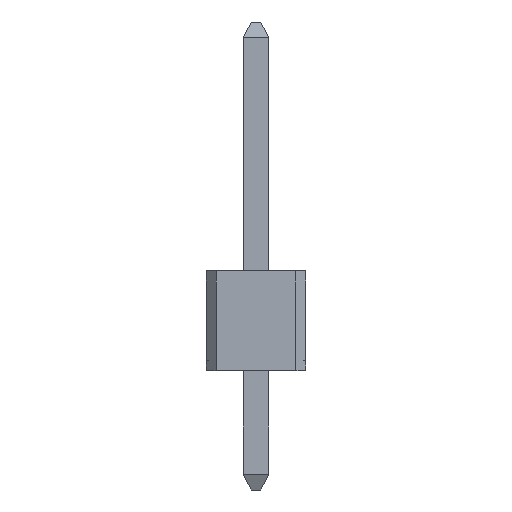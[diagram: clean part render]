
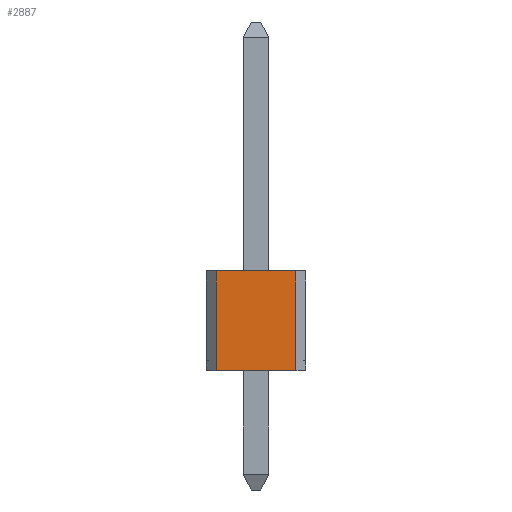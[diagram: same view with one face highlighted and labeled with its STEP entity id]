
A CAD part, left-side view. The second image highlights one B-rep face of the part: STEP entity #2887.
In plain terms, the highlighted planar face has unit normal (-1, 0, 0).
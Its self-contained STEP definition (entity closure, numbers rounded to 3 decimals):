
#40=FACE_OUTER_BOUND('',#212,.T.);
#212=EDGE_LOOP('',(#1887,#1888,#1889,#1890));
#395=LINE('',#4013,#797);
#432=LINE('',#4091,#834);
#433=LINE('',#4094,#835);
#434=LINE('',#4095,#836);
#797=VECTOR('',#3256,2.032);
#834=VECTOR('',#3307,2.54);
#835=VECTOR('',#3310,2.032);
#836=VECTOR('',#3311,2.54);
#1198=VERTEX_POINT('',#4010);
#1199=VERTEX_POINT('',#4012);
#1233=VERTEX_POINT('',#4089);
#1234=VERTEX_POINT('',#4093);
#1443=EDGE_CURVE('',#1199,#1198,#395,.T.);
#1480=EDGE_CURVE('',#1198,#1233,#432,.T.);
#1481=EDGE_CURVE('',#1234,#1233,#433,.T.);
#1482=EDGE_CURVE('',#1199,#1234,#434,.T.);
#1887=ORIENTED_EDGE('',*,*,#1443,.T.);
#1888=ORIENTED_EDGE('',*,*,#1480,.T.);
#1889=ORIENTED_EDGE('',*,*,#1481,.F.);
#1890=ORIENTED_EDGE('',*,*,#1482,.F.);
#2650=PLANE('',#3074);
#2887=ADVANCED_FACE('',(#40),#2650,.T.);
#3074=AXIS2_PLACEMENT_3D('',#4092,#3308,#3309);
#3256=DIRECTION('',(0.,0.,1.));
#3307=DIRECTION('',(0.,1.,0.));
#3308=DIRECTION('center_axis',(-1.,0.,0.));
#3309=DIRECTION('ref_axis',(0.,0.,1.));
#3310=DIRECTION('',(0.,0.,1.));
#3311=DIRECTION('',(0.,1.,0.));
#4010=CARTESIAN_POINT('',(-1.27,0.,1.016));
#4012=CARTESIAN_POINT('',(-1.27,0.,-1.016));
#4013=CARTESIAN_POINT('',(-1.27,0.,-1.016));
#4089=CARTESIAN_POINT('',(-1.27,2.54,1.016));
#4091=CARTESIAN_POINT('',(-1.27,0.,1.016));
#4092=CARTESIAN_POINT('Origin',(-1.27,0.,-1.016));
#4093=CARTESIAN_POINT('',(-1.27,2.54,-1.016));
#4094=CARTESIAN_POINT('',(-1.27,2.54,-1.016));
#4095=CARTESIAN_POINT('',(-1.27,0.,-1.016));
